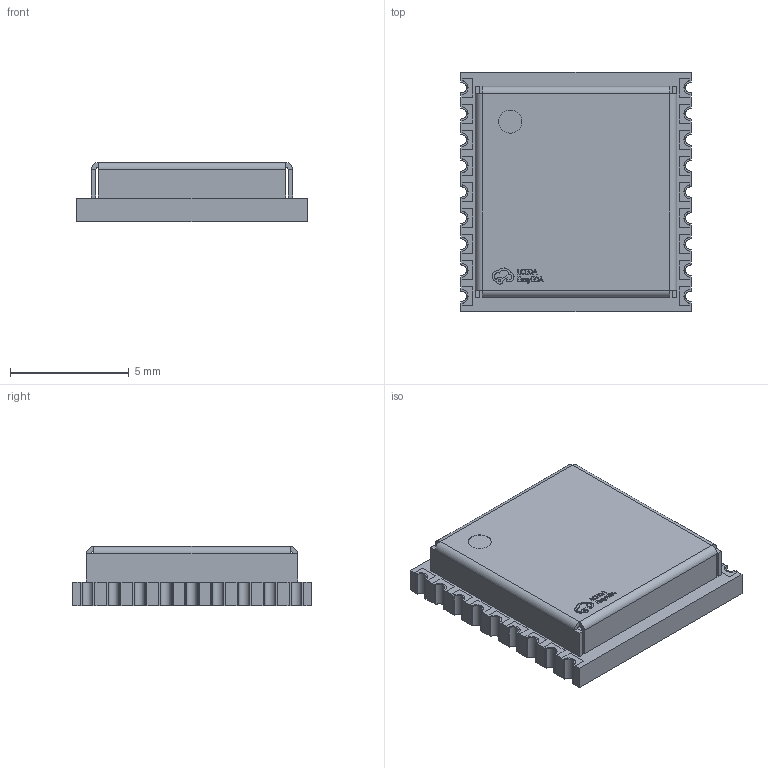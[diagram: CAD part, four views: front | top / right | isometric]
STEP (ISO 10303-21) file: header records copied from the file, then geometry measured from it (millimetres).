
FILE_DESCRIPTION (( 'STEP AP214' ), '1' );
FILE_NAME ('COMM-SMD_18P-L10.1-W9.7-P1.1-TL_L76-LB.step', '2022-06-21T13:02:59', ( '' ), ( '' ), 'SwSTEP 2.0', 'SolidWorks 2020', '' );
FILE_SCHEMA (( 'AUTOMOTIVE_DESIGN' ));
Length unit declared in the file: millimetre
Products named in the file (1): COMM-SMD_18P-L10.1-W9.7-P1.1-TL_L76-LB
Bounding box: 9.7 x 10.1 x 2.51 mm (x, y, z)
Volume: 119.7 mm3; surface area: 512.6 mm2
Topology: 20 solids, 20 shells, 523 faces, 1409 edges, 954 vertices
Faces by surface type: plane 338, bspline 112, cylinder 73
Entity records: 22423 total; most frequent: CARTESIAN_POINT 4603, ORIENTED_EDGE 2818, DIRECTION 2110, EDGE_CURVE 1409, VECTOR 990, LINE 990, VERTEX_POINT 954, AXIS2_PLACEMENT_3D 560
